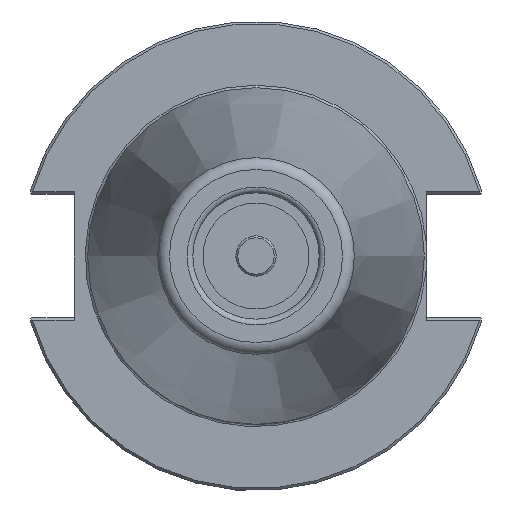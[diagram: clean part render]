
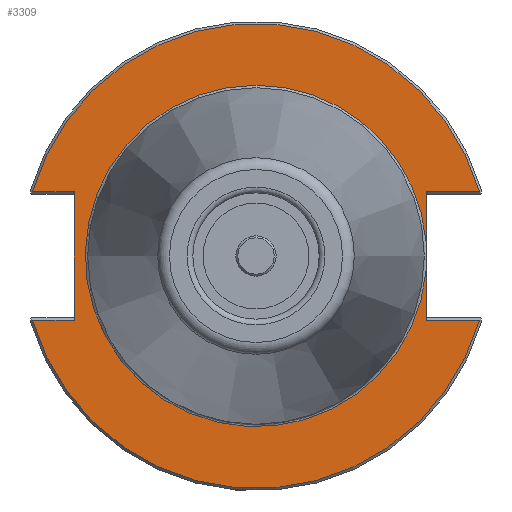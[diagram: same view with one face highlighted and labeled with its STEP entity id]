
A CAD part, left-side view. The second image highlights one B-rep face of the part: STEP entity #3309.
In plain terms, the highlighted planar face has unit normal (-1, 0, 0).
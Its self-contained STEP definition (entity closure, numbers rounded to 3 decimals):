
#125=PLANE('',#3609);
#282=LINE('',#5243,#558);
#290=LINE('',#5285,#566);
#291=LINE('',#5290,#567);
#292=LINE('',#5292,#568);
#293=LINE('',#5293,#569);
#294=LINE('',#5295,#570);
#295=LINE('',#5300,#571);
#558=VECTOR('',#4154,10.);
#566=VECTOR('',#4176,10.);
#567=VECTOR('',#4181,10.);
#568=VECTOR('',#4182,10.);
#569=VECTOR('',#4183,10.);
#570=VECTOR('',#4184,10.);
#571=VECTOR('',#4189,10.);
#868=FACE_OUTER_BOUND('',#1074,.T.);
#1074=EDGE_LOOP('',(#2541,#2542,#2543,#2544,#2545,#2546,#2547,#2548,#2549,
#2550,#2551));
#1323=CIRCLE('',#3607,48.25);
#1324=CIRCLE('',#3610,48.25);
#1325=CIRCLE('',#3611,35.429);
#1326=CIRCLE('',#3612,35.429);
#1531=VERTEX_POINT('',#5238);
#1532=VERTEX_POINT('',#5242);
#1540=VERTEX_POINT('',#5267);
#1541=VERTEX_POINT('',#5271);
#1544=VERTEX_POINT('',#5283);
#1545=VERTEX_POINT('',#5287);
#1546=VERTEX_POINT('',#5289);
#1547=VERTEX_POINT('',#5291);
#1548=VERTEX_POINT('',#5294);
#1549=VERTEX_POINT('',#5296);
#1550=VERTEX_POINT('',#5298);
#1898=EDGE_CURVE('',#1531,#1532,#282,.T.);
#1909=EDGE_CURVE('',#1540,#1541,#1323,.T.);
#1914=EDGE_CURVE('',#1544,#1540,#290,.T.);
#1915=EDGE_CURVE('',#1545,#1531,#1324,.T.);
#1916=EDGE_CURVE('',#1546,#1545,#291,.T.);
#1917=EDGE_CURVE('',#1546,#1547,#292,.T.);
#1918=EDGE_CURVE('',#1541,#1547,#293,.T.);
#1919=EDGE_CURVE('',#1544,#1548,#294,.T.);
#1920=EDGE_CURVE('',#1548,#1549,#1325,.T.);
#1921=EDGE_CURVE('',#1549,#1550,#1326,.T.);
#1922=EDGE_CURVE('',#1550,#1532,#295,.T.);
#2541=ORIENTED_EDGE('',*,*,#1898,.F.);
#2542=ORIENTED_EDGE('',*,*,#1915,.F.);
#2543=ORIENTED_EDGE('',*,*,#1916,.F.);
#2544=ORIENTED_EDGE('',*,*,#1917,.T.);
#2545=ORIENTED_EDGE('',*,*,#1918,.F.);
#2546=ORIENTED_EDGE('',*,*,#1909,.F.);
#2547=ORIENTED_EDGE('',*,*,#1914,.F.);
#2548=ORIENTED_EDGE('',*,*,#1919,.T.);
#2549=ORIENTED_EDGE('',*,*,#1920,.T.);
#2550=ORIENTED_EDGE('',*,*,#1921,.T.);
#2551=ORIENTED_EDGE('',*,*,#1922,.T.);
#3309=ADVANCED_FACE('',(#868),#125,.T.);
#3607=AXIS2_PLACEMENT_3D('',#5272,#4170,#4171);
#3609=AXIS2_PLACEMENT_3D('',#5286,#4177,#4178);
#3610=AXIS2_PLACEMENT_3D('',#5288,#4179,#4180);
#3611=AXIS2_PLACEMENT_3D('',#5297,#4185,#4186);
#3612=AXIS2_PLACEMENT_3D('',#5299,#4187,#4188);
#4154=DIRECTION('',(0.,1.,0.));
#4170=DIRECTION('center_axis',(1.,0.,0.));
#4171=DIRECTION('ref_axis',(0.,0.,-1.));
#4176=DIRECTION('',(0.,-1.,0.));
#4177=DIRECTION('center_axis',(-1.,0.,0.));
#4178=DIRECTION('ref_axis',(0.,0.,1.));
#4179=DIRECTION('center_axis',(1.,0.,0.));
#4180=DIRECTION('ref_axis',(0.,0.,-1.));
#4181=DIRECTION('',(0.,1.,0.));
#4182=DIRECTION('',(0.,0.,-1.));
#4183=DIRECTION('',(0.,-1.,0.));
#4184=DIRECTION('',(0.,0.,1.));
#4185=DIRECTION('center_axis',(1.,0.,0.));
#4186=DIRECTION('ref_axis',(0.,0.,-1.));
#4187=DIRECTION('center_axis',(1.,0.,0.));
#4188=DIRECTION('ref_axis',(0.,0.,-1.));
#4189=DIRECTION('',(0.,0.,1.));
#5238=CARTESIAN_POINT('',(3.175,-46.373,13.325));
#5242=CARTESIAN_POINT('',(3.175,-35.3,13.325));
#5243=CARTESIAN_POINT('',(3.175,6.475,13.325));
#5267=CARTESIAN_POINT('',(3.175,-46.373,-13.325));
#5271=CARTESIAN_POINT('',(3.175,46.373,-13.325));
#5272=CARTESIAN_POINT('Origin',(3.175,0.,
0.));
#5283=CARTESIAN_POINT('',(3.175,-35.3,-13.325));
#5285=CARTESIAN_POINT('',(3.175,-13.707,-13.325));
#5286=CARTESIAN_POINT('Origin',(3.175,48.25,0.));
#5287=CARTESIAN_POINT('',(3.175,46.373,13.325));
#5288=CARTESIAN_POINT('Origin',(3.175,0.,
0.));
#5289=CARTESIAN_POINT('',(3.175,37.7,13.325));
#5290=CARTESIAN_POINT('',(3.175,61.395,13.325));
#5291=CARTESIAN_POINT('',(3.175,37.7,-13.325));
#5292=CARTESIAN_POINT('',(3.175,37.7,6.413));
#5293=CARTESIAN_POINT('',(3.175,42.975,-13.325));
#5294=CARTESIAN_POINT('',(3.175,-35.3,-3.016));
#5295=CARTESIAN_POINT('',(3.175,-35.3,-6.413));
#5296=CARTESIAN_POINT('',(3.175,0.,35.429));
#5297=CARTESIAN_POINT('Origin',(3.175,0.,
0.));
#5298=CARTESIAN_POINT('',(3.175,-35.3,3.016));
#5299=CARTESIAN_POINT('Origin',(3.175,0.,
0.));
#5300=CARTESIAN_POINT('',(3.175,-35.3,-6.413));
